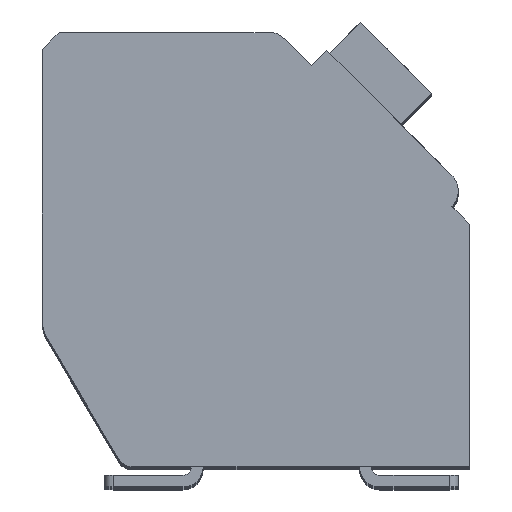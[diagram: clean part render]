
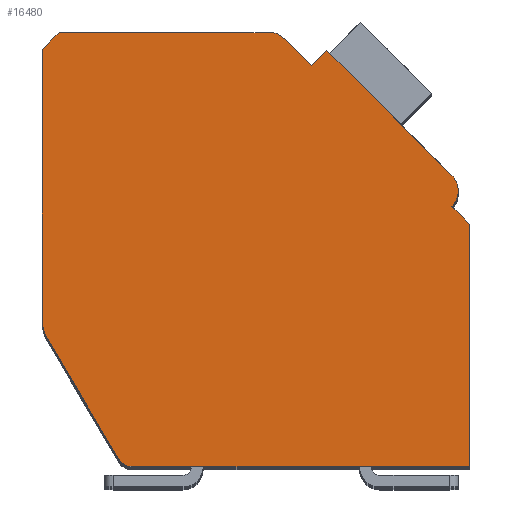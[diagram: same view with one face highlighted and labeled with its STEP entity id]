
A CAD part, top view. The second image highlights one B-rep face of the part: STEP entity #16480.
In plain terms, the highlighted planar face has unit normal (0, 0, 1).
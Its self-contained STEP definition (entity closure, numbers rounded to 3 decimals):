
#338=DIRECTION('',(0.,-1.,0.));
#339=VECTOR('',#338,8.053);
#340=CARTESIAN_POINT('',(-12.7,12.4,2.1));
#341=LINE('',#340,#339);
#342=DIRECTION('',(-0.707,-0.707,0.));
#343=VECTOR('',#342,0.707);
#344=CARTESIAN_POINT('',(-12.2,12.9,2.1));
#345=LINE('',#344,#343);
#346=DIRECTION('',(-1.,0.,0.));
#347=VECTOR('',#346,6.298);
#348=CARTESIAN_POINT('',(-5.902,12.9,2.1));
#349=LINE('',#348,#347);
#350=CARTESIAN_POINT('',(-5.902,12.4,2.1));
#351=DIRECTION('',(0.,0.,1.));
#352=DIRECTION('',(0.707,0.707,0.));
#353=AXIS2_PLACEMENT_3D('',#350,#351,#352);
#355=DIRECTION('',(-0.707,0.707,0.));
#356=VECTOR('',#355,1.197);
#357=CARTESIAN_POINT('',(-4.702,11.907,2.1));
#358=LINE('',#357,#356);
#359=DIRECTION('',(-0.707,-0.707,0.));
#360=VECTOR('',#359,0.65);
#361=CARTESIAN_POINT('',(-4.243,12.367,2.1));
#362=LINE('',#361,#360);
#363=DIRECTION('',(-0.707,0.707,0.));
#364=VECTOR('',#363,5.25);
#365=CARTESIAN_POINT('',(-0.53,8.655,2.1));
#366=LINE('',#365,#364);
#367=CARTESIAN_POINT('',(-0.99,8.195,2.1));
#368=DIRECTION('',(0.,0.,1.));
#369=DIRECTION('',(0.707,-0.707,0.));
#370=AXIS2_PLACEMENT_3D('',#367,#368,#369);
#372=DIRECTION('',(-0.707,0.707,0.));
#373=VECTOR('',#372,0.75);
#374=CARTESIAN_POINT('',(0.,7.205,2.1));
#375=LINE('',#374,#373);
#376=DIRECTION('',(0.,1.,0.));
#377=VECTOR('',#376,7.205);
#378=CARTESIAN_POINT('',(0.,0.,2.1));
#379=LINE('',#378,#377);
#380=DIRECTION('',(1.,0.,0.));
#381=VECTOR('',#380,10.014);
#382=CARTESIAN_POINT('',(-10.014,0.,2.1));
#383=LINE('',#382,#381);
#384=CARTESIAN_POINT('',(-10.014,0.5,2.1));
#385=DIRECTION('',(0.,0.,1.));
#386=DIRECTION('',(-0.862,-0.508,0.));
#387=AXIS2_PLACEMENT_3D('',#384,#385,#386);
#389=DIRECTION('',(0.508,-0.862,0.));
#390=VECTOR('',#389,4.17);
#391=CARTESIAN_POINT('',(-12.562,3.839,2.1));
#392=LINE('',#391,#390);
#393=CARTESIAN_POINT('',(-11.7,4.347,2.1));
#394=DIRECTION('',(0.,0.,1.));
#395=DIRECTION('',(-1.,0.,0.));
#396=AXIS2_PLACEMENT_3D('',#393,#394,#395);
#12396=CARTESIAN_POINT('',(-12.7,12.4,2.1));
#12397=CARTESIAN_POINT('',(-12.7,4.347,2.1));
#12398=VERTEX_POINT('',#12396);
#12399=VERTEX_POINT('',#12397);
#12400=CARTESIAN_POINT('',(-12.562,3.839,2.1));
#12401=VERTEX_POINT('',#12400);
#12402=CARTESIAN_POINT('',(-10.445,0.246,2.1));
#12403=VERTEX_POINT('',#12402);
#12404=CARTESIAN_POINT('',(-10.014,0.,2.1));
#12405=VERTEX_POINT('',#12404);
#12406=CARTESIAN_POINT('',(0.,0.,2.1));
#12407=VERTEX_POINT('',#12406);
#12408=CARTESIAN_POINT('',(0.,7.205,2.1));
#12409=VERTEX_POINT('',#12408);
#12410=CARTESIAN_POINT('',(-0.53,7.735,2.1));
#12411=VERTEX_POINT('',#12410);
#12412=CARTESIAN_POINT('',(-0.53,8.655,2.1));
#12413=VERTEX_POINT('',#12412);
#12414=CARTESIAN_POINT('',(-4.243,12.367,2.1));
#12415=VERTEX_POINT('',#12414);
#12416=CARTESIAN_POINT('',(-4.702,11.907,2.1));
#12417=VERTEX_POINT('',#12416);
#12418=CARTESIAN_POINT('',(-5.548,12.754,2.1));
#12419=VERTEX_POINT('',#12418);
#12420=CARTESIAN_POINT('',(-5.902,12.9,2.1));
#12421=VERTEX_POINT('',#12420);
#12422=CARTESIAN_POINT('',(-12.2,12.9,2.1));
#12423=VERTEX_POINT('',#12422);
#16447=CARTESIAN_POINT('',(0.,0.,2.1));
#16448=DIRECTION('',(0.,0.,1.));
#16449=DIRECTION('',(1.,0.,0.));
#16450=AXIS2_PLACEMENT_3D('',#16447,#16448,#16449);
#16451=PLANE('',#16450);
#16452=ORIENTED_EDGE('',*,*,#16154,.F.);
#16454=ORIENTED_EDGE('',*,*,#16453,.F.);
#16456=ORIENTED_EDGE('',*,*,#16455,.F.);
#16458=ORIENTED_EDGE('',*,*,#16457,.F.);
#16460=ORIENTED_EDGE('',*,*,#16459,.F.);
#16462=ORIENTED_EDGE('',*,*,#16461,.F.);
#16464=ORIENTED_EDGE('',*,*,#16463,.F.);
#16466=ORIENTED_EDGE('',*,*,#16465,.F.);
#16468=ORIENTED_EDGE('',*,*,#16467,.F.);
#16470=ORIENTED_EDGE('',*,*,#16469,.F.);
#16472=ORIENTED_EDGE('',*,*,#16471,.F.);
#16474=ORIENTED_EDGE('',*,*,#16473,.F.);
#16476=ORIENTED_EDGE('',*,*,#16475,.F.);
#16477=ORIENTED_EDGE('',*,*,#16275,.F.);
#16478=EDGE_LOOP('',(#16452,#16454,#16456,#16458,#16460,#16462,#16464,#16466,
#16468,#16470,#16472,#16474,#16476,#16477));
#16479=FACE_OUTER_BOUND('',#16478,.F.);
#354=CIRCLE('',#353,0.5);
#371=CIRCLE('',#370,0.65);
#388=CIRCLE('',#387,0.5);
#397=CIRCLE('',#396,1.);
#16154=EDGE_CURVE('',#12398,#12399,#341,.T.);
#16275=EDGE_CURVE('',#12399,#12401,#397,.T.);
#16453=EDGE_CURVE('',#12423,#12398,#345,.T.);
#16455=EDGE_CURVE('',#12421,#12423,#349,.T.);
#16457=EDGE_CURVE('',#12419,#12421,#354,.T.);
#16459=EDGE_CURVE('',#12417,#12419,#358,.T.);
#16461=EDGE_CURVE('',#12415,#12417,#362,.T.);
#16463=EDGE_CURVE('',#12413,#12415,#366,.T.);
#16465=EDGE_CURVE('',#12411,#12413,#371,.T.);
#16467=EDGE_CURVE('',#12409,#12411,#375,.T.);
#16469=EDGE_CURVE('',#12407,#12409,#379,.T.);
#16471=EDGE_CURVE('',#12405,#12407,#383,.T.);
#16473=EDGE_CURVE('',#12403,#12405,#388,.T.);
#16475=EDGE_CURVE('',#12401,#12403,#392,.T.);
#16480=ADVANCED_FACE('',(#16479),#16451,.T.);
